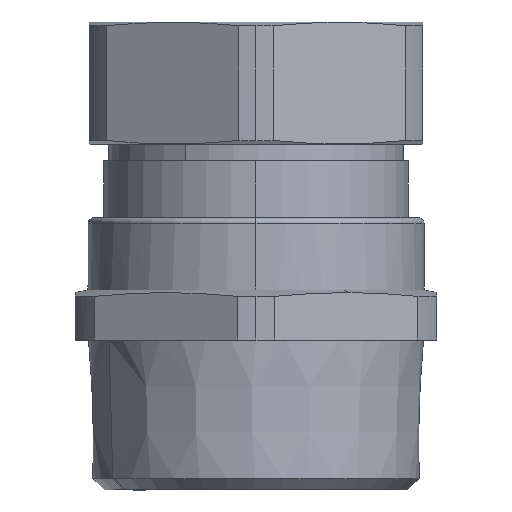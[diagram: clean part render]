
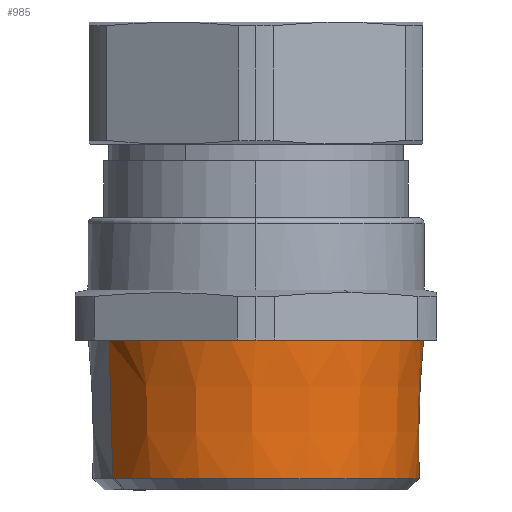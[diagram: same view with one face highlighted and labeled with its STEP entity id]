
A CAD part, front view. The second image highlights one B-rep face of the part: STEP entity #985.
In plain terms, the highlighted conical face has half-angle 1.78 degrees and reference radius 29.311 mm.
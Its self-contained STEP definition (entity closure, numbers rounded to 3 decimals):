
#604=AXIS2_PLACEMENT_3D('Circle Axis2P3D',#602,#603,$) ;
#627=AXIS2_PLACEMENT_3D('Circle Axis2P3D',#625,#626,$) ;
#949=AXIS2_PLACEMENT_3D('Cone Axis2P3D',#946,#947,#948) ;
#967=AXIS2_PLACEMENT_3D('Circle Axis2P3D',#965,#966,$) ;
#974=AXIS2_PLACEMENT_3D('Circle Axis2P3D',#972,#973,$) ;
#602=CARTESIAN_POINT('Axis2P3D Location',(32.5,35.75,27.)) ;
#606=CARTESIAN_POINT('Vertex',(58.959,50.205,27.)) ;
#608=CARTESIAN_POINT('Vertex',(32.5,5.6,27.)) ;
#622=CARTESIAN_POINT('Vertex',(6.041,21.295,27.)) ;
#625=CARTESIAN_POINT('Axis2P3D Location',(32.5,35.75,27.)) ;
#946=CARTESIAN_POINT('Axis2P3D Location',(32.5,35.75,0.)) ;
#951=CARTESIAN_POINT('Line Origine',(13675.036,7488.702,499287.144)) ;
#955=CARTESIAN_POINT('Vertex',(58.279,49.833,2.064)) ;
#958=CARTESIAN_POINT('Line Origine',(-13610.036,-7417.202,499287.144)) ;
#962=CARTESIAN_POINT('Vertex',(6.721,21.667,2.064)) ;
#965=CARTESIAN_POINT('Axis2P3D Location',(32.5,35.75,2.064)) ;
#969=CARTESIAN_POINT('Vertex',(7.05,21.081,2.064)) ;
#972=CARTESIAN_POINT('Axis2P3D Location',(32.5,35.75,2.064)) ;
#603=DIRECTION('Axis2P3D Direction',(0.,0.,-1.)) ;
#626=DIRECTION('Axis2P3D Direction',(0.,0.,-1.)) ;
#947=DIRECTION('Axis2P3D Direction',(0.,0.,1.)) ;
#948=DIRECTION('Axis2P3D XDirection',(-0.878,-0.479,0.)) ;
#952=DIRECTION('Vector Direction',(0.027,0.015,1.)) ;
#959=DIRECTION('Vector Direction',(-0.027,-0.015,1.)) ;
#966=DIRECTION('Axis2P3D Direction',(0.,0.,1.)) ;
#973=DIRECTION('Axis2P3D Direction',(0.,0.,1.)) ;
#953=VECTOR('Line Direction',#952,1.) ;
#960=VECTOR('Line Direction',#959,1.) ;
#978=ORIENTED_EDGE('',*,*,#957,.T.) ;
#979=ORIENTED_EDGE('',*,*,#610,.T.) ;
#980=ORIENTED_EDGE('',*,*,#629,.T.) ;
#981=ORIENTED_EDGE('',*,*,#964,.F.) ;
#982=ORIENTED_EDGE('',*,*,#971,.T.) ;
#983=ORIENTED_EDGE('',*,*,#976,.T.) ;
#985=ADVANCED_FACE('Body',(#984),#950,.T.) ;
#605=CIRCLE('generated circle',#604,30.15) ;
#628=CIRCLE('generated circle',#627,30.15) ;
#968=CIRCLE('generated circle',#967,29.375) ;
#975=CIRCLE('generated circle',#974,29.375) ;
#950=CONICAL_SURFACE('Cone',#949,29.311,0.031) ;
#610=EDGE_CURVE('',#607,#609,#605,.T.) ;
#629=EDGE_CURVE('',#609,#623,#628,.T.) ;
#957=EDGE_CURVE('',#956,#607,#954,.T.) ;
#964=EDGE_CURVE('',#963,#623,#961,.T.) ;
#971=EDGE_CURVE('',#963,#970,#968,.T.) ;
#976=EDGE_CURVE('',#970,#956,#975,.T.) ;
#977=EDGE_LOOP('',(#978,#979,#980,#981,#982,#983)) ;
#984=FACE_OUTER_BOUND('',#977,.T.) ;
#954=LINE('Line',#951,#953) ;
#961=LINE('Line',#958,#960) ;
#607=VERTEX_POINT('',#606) ;
#609=VERTEX_POINT('',#608) ;
#623=VERTEX_POINT('',#622) ;
#956=VERTEX_POINT('',#955) ;
#963=VERTEX_POINT('',#962) ;
#970=VERTEX_POINT('',#969) ;
